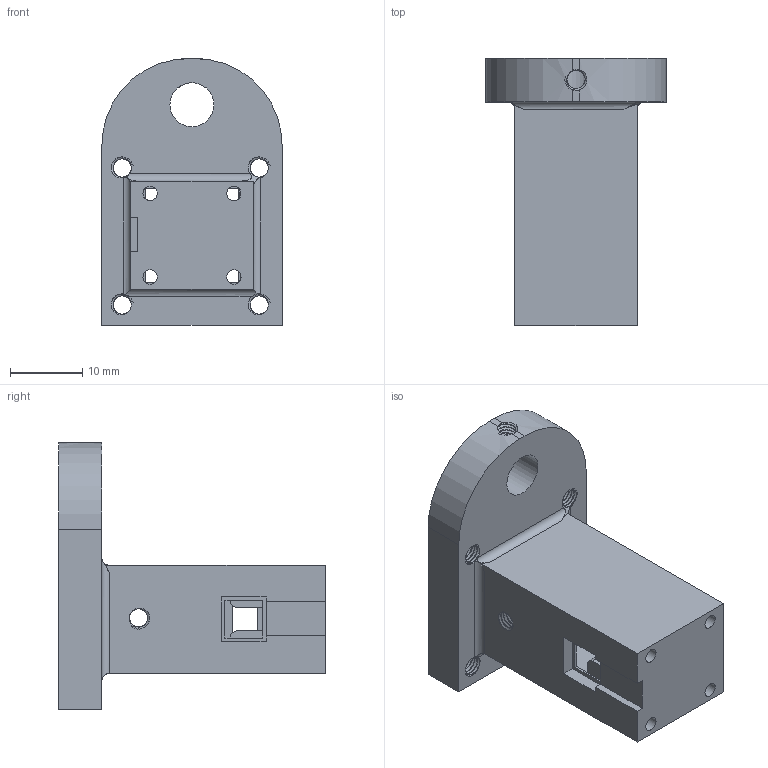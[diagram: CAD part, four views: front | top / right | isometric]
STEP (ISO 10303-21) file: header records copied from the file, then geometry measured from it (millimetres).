
FILE_DESCRIPTION(/* description */ (''),/* implementation_level */ '2;1');
FILE_NAME(/* name */ 'UV flow cell_2tubes_uv components v14.step',/* time_stamp */ '2017-10-29T18:34:41+00:00',/* author */ (''),/* organization */ (''),/* preprocessor_version */ 'ST-DEVELOPER v16.13',/* originating_system */ 'Autodesk Translation Framework v6.5.0.72',/* authorisation */ '');
FILE_SCHEMA (('AUTOMOTIVE_DESIGN { 1 0 10303 214 3 1 1 }'));
Length unit declared in the file: millimetre
Products named in the file (1): UV flow cell_2tubes_uv components
Bounding box: 25 x 37 x 37 mm (x, y, z)
Volume: 7511.3 mm3; surface area: 7258.9 mm2
Topology: 1 solids, 1 shells, 257 faces, 713 edges, 453 vertices
Faces by surface type: cylinder 187, plane 54, bspline 16
Full cylindrical faces by diameter (mm): 2 x4, 2.529 x78, 3.086 x73, 6.1 x1
Entity records: 17121 total; most frequent: CARTESIAN_POINT 11175, ORIENTED_EDGE 1426, DIRECTION 915, EDGE_CURVE 713, VERTEX_POINT 453, B_SPLINE_CURVE_WITH_KNOTS 340, LINE 315, VECTOR 315
